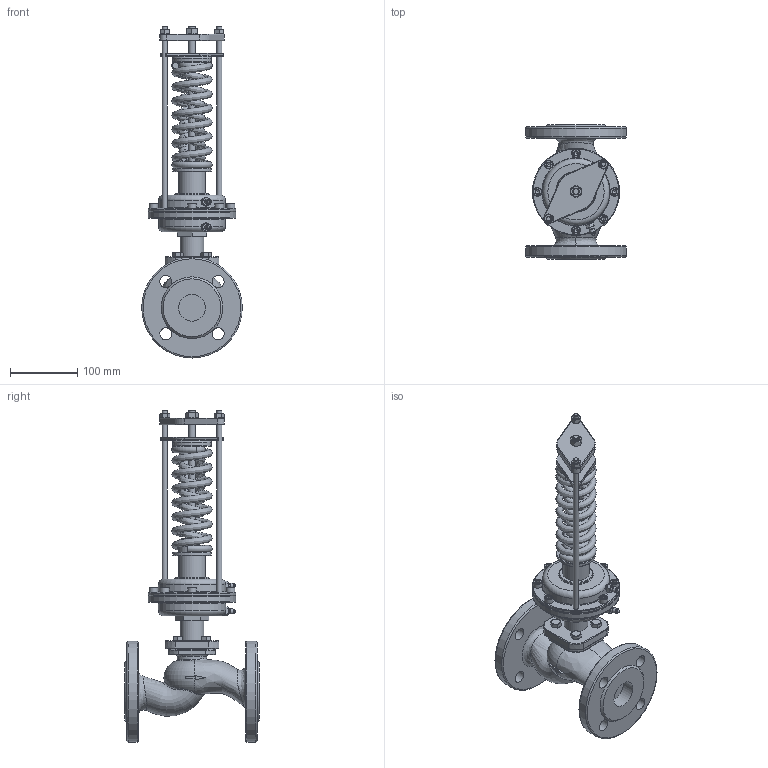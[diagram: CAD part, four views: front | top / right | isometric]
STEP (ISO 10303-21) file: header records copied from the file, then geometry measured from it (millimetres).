
FILE_DESCRIPTION(('STEP AP214'), '1');
FILE_NAME('Ðåãóëÿòîðû ïåðåïàäà äàâëåíèÿ ÂÐÄÄ', '', ('UNSPECIFIED'), ('UNSPECIFIED'), 'C3D Converter', 'C3D Toolkit', '');
FILE_SCHEMA(('AUTOMOTIVE_DESIGN { 1 0 10303 214 3 1 1}'));
Length unit declared in the file: millimetre
Products named in the file (8): -05
Assembly tree (17 placements, depth 3):
  -05
    -05
      (unnamed)  x4
    -05
      (unnamed)  x6
      (unnamed)  x2
      (unnamed)
      (unnamed)  x2
Bounding box: 150 x 200 x 495 mm (x, y, z)
Volume: 2159160.1 mm3; surface area: 367016.6 mm2
Topology: 29 solids, 29 shells, 605 faces, 1323 edges, 784 vertices
Faces by surface type: plane 257, cylinder 144, cone 88, torus 56, bspline 43, sphere 16, revolution 1
Full cylindrical faces by diameter (mm): 1.7 x2, 2.7 x4, 6 x16, 6.5 x4, 6.917 x2, 8 x12, 8.5 x4, 8.917 x1, 10 x10, 13 x6, 14 x4, 18 x8, 35 x1, 40 x5, 50 x1, 58 x2, 100 x2, 130 x2, 150 x2
Entity records: 35201 total; most frequent: CARTESIAN_POINT 24759, DIRECTION 1683, ORIENTED_EDGE 1468, EDGE_CURVE 734, AXIS2_PLACEMENT_3D 733, EDGE_LOOP 608, VERTEX_POINT 507, ADVANCED_FACE 399
